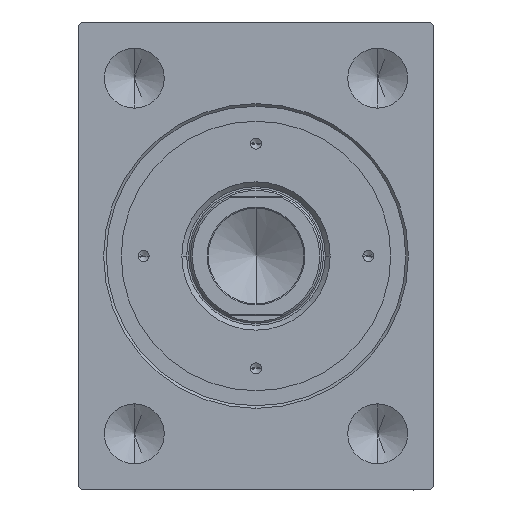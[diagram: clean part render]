
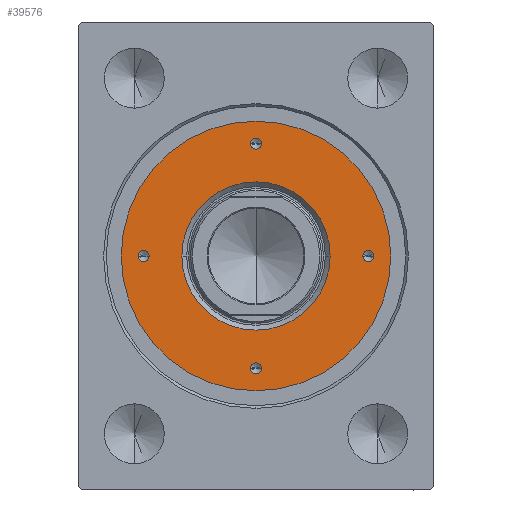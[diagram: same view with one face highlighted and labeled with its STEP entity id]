
A CAD part, left-side view. The second image highlights one B-rep face of the part: STEP entity #39576.
In plain terms, the highlighted face is planar.
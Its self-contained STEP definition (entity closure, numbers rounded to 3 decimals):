
#139 = CARTESIAN_POINT ( 'NONE',  ( -30., 0., 14. ) ) ;
#222 = VERTEX_POINT ( 'NONE', #30130 ) ;
#395 = EDGE_CURVE ( 'NONE', #14597, #20715, #5288, .T. ) ;
#437 = EDGE_CURVE ( 'NONE', #30419, #5088, #17373, .T. ) ;
#1590 = CARTESIAN_POINT ( 'NONE',  ( 0., 30., 14. ) ) ;
#1654 = DIRECTION ( 'NONE',  ( 1., 0., 0. ) ) ;
#1889 = DIRECTION ( 'NONE',  ( 1., 0., 0. ) ) ;
#2609 = CIRCLE ( 'NONE', #18915, 1.5 ) ;
#2789 = EDGE_CURVE ( 'NONE', #34170, #27147, #40870, .T. ) ;
#2872 = VERTEX_POINT ( 'NONE', #5465 ) ;
#3241 = CIRCLE ( 'NONE', #8228, 1.5 ) ;
#4128 = FACE_BOUND ( 'NONE', #17101, .T. ) ;
#4774 = CARTESIAN_POINT ( 'NONE',  ( 0., -30., 14. ) ) ;
#4810 = EDGE_CURVE ( 'NONE', #41311, #222, #2609, .T. ) ;
#5088 = VERTEX_POINT ( 'NONE', #21521 ) ;
#5202 = CARTESIAN_POINT ( 'NONE',  ( 0., 0., 14. ) ) ;
#5288 = CIRCLE ( 'NONE', #42931, 1.5 ) ;
#5465 = CARTESIAN_POINT ( 'NONE',  ( -1.5, -30., 14. ) ) ;
#5606 = CIRCLE ( 'NONE', #24096, 1.5 ) ;
#5743 = CARTESIAN_POINT ( 'NONE',  ( -19.8, 0., 14. ) ) ;
#6786 = FACE_OUTER_BOUND ( 'NONE', #9928, .T. ) ;
#6992 = DIRECTION ( 'NONE',  ( 1., 0., 0. ) ) ;
#7203 = EDGE_LOOP ( 'NONE', ( #8140, #17368 ) ) ;
#8112 = DIRECTION ( 'NONE',  ( 1., 0., 0. ) ) ;
#8140 = ORIENTED_EDGE ( 'NONE', *, *, #4810, .F. ) ;
#8228 = AXIS2_PLACEMENT_3D ( 'NONE', #1590, #11589, #18475 ) ;
#8818 = DIRECTION ( 'NONE',  ( 1., 0., 0. ) ) ;
#9037 = DIRECTION ( 'NONE',  ( 0., 0., 1. ) ) ;
#9077 = ORIENTED_EDGE ( 'NONE', *, *, #437, .F. ) ;
#9407 = CARTESIAN_POINT ( 'NONE',  ( -36., 0., 14. ) ) ;
#9663 = EDGE_CURVE ( 'NONE', #5088, #30419, #5606, .T. ) ;
#9928 = EDGE_LOOP ( 'NONE', ( #20618, #29112 ) ) ;
#10399 = DIRECTION ( 'NONE',  ( 1., 0., 0. ) ) ;
#10870 = EDGE_LOOP ( 'NONE', ( #38356, #15775 ) ) ;
#10914 = ORIENTED_EDGE ( 'NONE', *, *, #9663, .F. ) ;
#11025 = AXIS2_PLACEMENT_3D ( 'NONE', #22539, #39227, #1889 ) ;
#11589 = DIRECTION ( 'NONE',  ( 0., 0., 1. ) ) ;
#11883 = DIRECTION ( 'NONE',  ( 0., 0., 1. ) ) ;
#12439 = AXIS2_PLACEMENT_3D ( 'NONE', #27685, #17255, #34597 ) ;
#12989 = AXIS2_PLACEMENT_3D ( 'NONE', #36023, #25793, #25575 ) ;
#13164 = DIRECTION ( 'NONE',  ( 0., 0., 1. ) ) ;
#13611 = CARTESIAN_POINT ( 'NONE',  ( 1.5, 30., 14. ) ) ;
#13706 = DIRECTION ( 'NONE',  ( 0., 0., 1. ) ) ;
#14597 = VERTEX_POINT ( 'NONE', #41614 ) ;
#15151 = CARTESIAN_POINT ( 'NONE',  ( 19.8, 0., 14. ) ) ;
#15153 = EDGE_LOOP ( 'NONE', ( #15554, #15338 ) ) ;
#15338 = ORIENTED_EDGE ( 'NONE', *, *, #42866, .F. ) ;
#15554 = ORIENTED_EDGE ( 'NONE', *, *, #395, .F. ) ;
#15775 = ORIENTED_EDGE ( 'NONE', *, *, #29175, .T. ) ;
#16420 = VERTEX_POINT ( 'NONE', #15151 ) ;
#17101 = EDGE_LOOP ( 'NONE', ( #40051, #29385 ) ) ;
#17255 = DIRECTION ( 'NONE',  ( 0., 0., 1. ) ) ;
#17367 = CARTESIAN_POINT ( 'NONE',  ( 0., 30., 14. ) ) ;
#17368 = ORIENTED_EDGE ( 'NONE', *, *, #41369, .F. ) ;
#17373 = CIRCLE ( 'NONE', #11025, 1.5 ) ;
#17593 = VERTEX_POINT ( 'NONE', #5743 ) ;
#17800 = DIRECTION ( 'NONE',  ( 1., 0., 0. ) ) ;
#18332 = DIRECTION ( 'NONE',  ( 0., 0., 1. ) ) ;
#18475 = DIRECTION ( 'NONE',  ( 1., 0., 0. ) ) ;
#18878 = AXIS2_PLACEMENT_3D ( 'NONE', #23019, #9037, #8818 ) ;
#18915 = AXIS2_PLACEMENT_3D ( 'NONE', #17367, #27802, #17800 ) ;
#19505 = CIRCLE ( 'NONE', #34443, 1.5 ) ;
#20618 = ORIENTED_EDGE ( 'NONE', *, *, #40381, .T. ) ;
#20715 = VERTEX_POINT ( 'NONE', #20992 ) ;
#20992 = CARTESIAN_POINT ( 'NONE',  ( 28.5, 0., 14. ) ) ;
#21023 = FACE_BOUND ( 'NONE', #7203, .T. ) ;
#21521 = CARTESIAN_POINT ( 'NONE',  ( -31.5, 0., 14. ) ) ;
#22539 = CARTESIAN_POINT ( 'NONE',  ( -30., 0., 14. ) ) ;
#22900 = CIRCLE ( 'NONE', #24361, 1.5 ) ;
#23019 = CARTESIAN_POINT ( 'NONE',  ( 30., 0., 14. ) ) ;
#23439 = CARTESIAN_POINT ( 'NONE',  ( 0., 0., 14. ) ) ;
#23682 = FACE_BOUND ( 'NONE', #10870, .T. ) ;
#24096 = AXIS2_PLACEMENT_3D ( 'NONE', #139, #13706, #30142 ) ;
#24361 = AXIS2_PLACEMENT_3D ( 'NONE', #30499, #13164, #40293 ) ;
#24619 = CARTESIAN_POINT ( 'NONE',  ( 0., 0., 14. ) ) ;
#25166 = EDGE_CURVE ( 'NONE', #16420, #17593, #34924, .T. ) ;
#25449 = DIRECTION ( 'NONE',  ( 1., 0., 0. ) ) ;
#25575 = DIRECTION ( 'NONE',  ( 1., 0., 0. ) ) ;
#25793 = DIRECTION ( 'NONE',  ( 0., 0., -1. ) ) ;
#25923 = AXIS2_PLACEMENT_3D ( 'NONE', #5202, #11883, #8112 ) ;
#27147 = VERTEX_POINT ( 'NONE', #9407 ) ;
#27685 = CARTESIAN_POINT ( 'NONE',  ( 0., 0., 14. ) ) ;
#27802 = DIRECTION ( 'NONE',  ( 0., 0., 1. ) ) ;
#28086 = AXIS2_PLACEMENT_3D ( 'NONE', #24619, #37956, #10399 ) ;
#28620 = VERTEX_POINT ( 'NONE', #37454 ) ;
#28978 = EDGE_CURVE ( 'NONE', #2872, #28620, #22900, .T. ) ;
#29112 = ORIENTED_EDGE ( 'NONE', *, *, #2789, .T. ) ;
#29175 = EDGE_CURVE ( 'NONE', #17593, #16420, #39953, .T. ) ;
#29385 = ORIENTED_EDGE ( 'NONE', *, *, #28978, .F. ) ;
#30130 = CARTESIAN_POINT ( 'NONE',  ( -1.5, 30., 14. ) ) ;
#30142 = DIRECTION ( 'NONE',  ( 1., 0., 0. ) ) ;
#30419 = VERTEX_POINT ( 'NONE', #35713 ) ;
#30499 = CARTESIAN_POINT ( 'NONE',  ( 0., -30., 14. ) ) ;
#31235 = PLANE ( 'NONE',  #25923 ) ;
#32324 = CARTESIAN_POINT ( 'NONE',  ( 30., 0., 14. ) ) ;
#32778 = AXIS2_PLACEMENT_3D ( 'NONE', #23439, #35153, #6992 ) ;
#33727 = CIRCLE ( 'NONE', #12439, 36. ) ;
#34170 = VERTEX_POINT ( 'NONE', #41798 ) ;
#34443 = AXIS2_PLACEMENT_3D ( 'NONE', #4774, #18332, #1654 ) ;
#34587 = FACE_BOUND ( 'NONE', #15153, .T. ) ;
#34597 = DIRECTION ( 'NONE',  ( 1., 0., 0. ) ) ;
#34924 = CIRCLE ( 'NONE', #32778, 19.8 ) ;
#35153 = DIRECTION ( 'NONE',  ( 0., 0., -1. ) ) ;
#35451 = DIRECTION ( 'NONE',  ( 0., 0., 1. ) ) ;
#35713 = CARTESIAN_POINT ( 'NONE',  ( -28.5, 0., 14. ) ) ;
#35925 = CIRCLE ( 'NONE', #18878, 1.5 ) ;
#36023 = CARTESIAN_POINT ( 'NONE',  ( 0., 0., 14. ) ) ;
#37454 = CARTESIAN_POINT ( 'NONE',  ( 1.5, -30., 14. ) ) ;
#37627 = EDGE_LOOP ( 'NONE', ( #9077, #10914 ) ) ;
#37956 = DIRECTION ( 'NONE',  ( 0., 0., 1. ) ) ;
#38356 = ORIENTED_EDGE ( 'NONE', *, *, #25166, .T. ) ;
#39227 = DIRECTION ( 'NONE',  ( 0., 0., 1. ) ) ;
#39576 = ADVANCED_FACE ( 'NONE', ( #40597, #21023, #34587, #4128, #23682, #6786 ), #31235, .T. ) ;
#39671 = EDGE_CURVE ( 'NONE', #28620, #2872, #19505, .T. ) ;
#39953 = CIRCLE ( 'NONE', #12989, 19.8 ) ;
#40051 = ORIENTED_EDGE ( 'NONE', *, *, #39671, .F. ) ;
#40293 = DIRECTION ( 'NONE',  ( 1., 0., 0. ) ) ;
#40381 = EDGE_CURVE ( 'NONE', #27147, #34170, #33727, .T. ) ;
#40597 = FACE_BOUND ( 'NONE', #37627, .T. ) ;
#40870 = CIRCLE ( 'NONE', #28086, 36. ) ;
#41311 = VERTEX_POINT ( 'NONE', #13611 ) ;
#41369 = EDGE_CURVE ( 'NONE', #222, #41311, #3241, .T. ) ;
#41614 = CARTESIAN_POINT ( 'NONE',  ( 31.5, 0., 14. ) ) ;
#41798 = CARTESIAN_POINT ( 'NONE',  ( 36., 0., 14. ) ) ;
#42866 = EDGE_CURVE ( 'NONE', #20715, #14597, #35925, .T. ) ;
#42931 = AXIS2_PLACEMENT_3D ( 'NONE', #32324, #35451, #25449 ) ;
